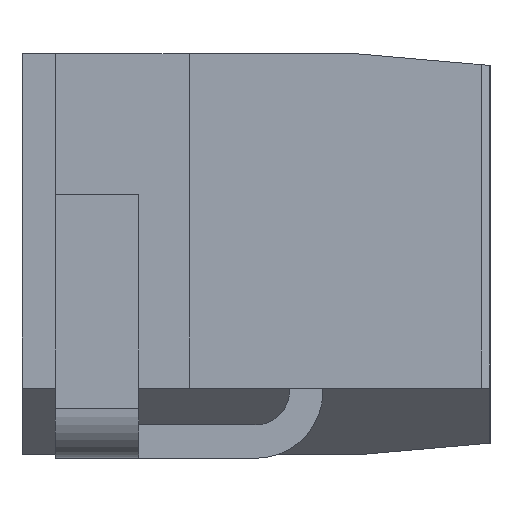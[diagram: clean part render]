
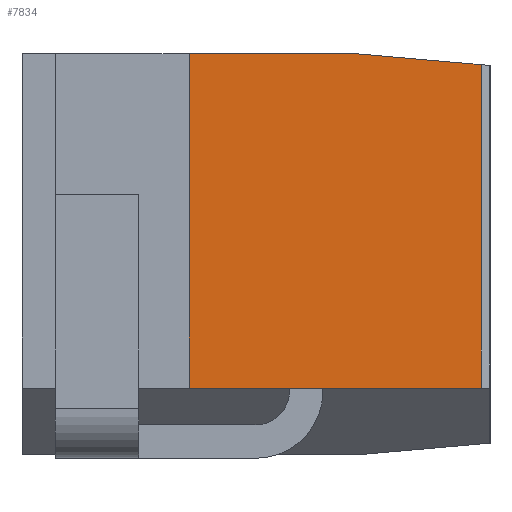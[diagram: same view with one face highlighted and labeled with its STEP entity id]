
A CAD part, left-side view. The second image highlights one B-rep face of the part: STEP entity #7834.
In plain terms, the highlighted planar face has unit normal (-1, 0, 0).
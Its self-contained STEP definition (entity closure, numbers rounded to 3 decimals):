
#5 = VERTEX_POINT ( 'NONE', #3858 ) ;
#1059 = DIRECTION ( 'NONE',  ( 0., 0., 1. ) ) ;
#1105 = CARTESIAN_POINT ( 'NONE',  ( -1.55, -0.673, -9.4 ) ) ;
#1171 = PLANE ( 'NONE',  #7371 ) ;
#2038 = VECTOR ( 'NONE', #6951, 1000. ) ;
#2089 = VECTOR ( 'NONE', #12152, 1000. ) ;
#2390 = EDGE_CURVE ( 'NONE', #11441, #4868, #7482, .T. ) ;
#2419 = DIRECTION ( 'NONE',  ( 0., 0., -1. ) ) ;
#2829 = CARTESIAN_POINT ( 'NONE',  ( -1.55, 0.2, -0.4 ) ) ;
#2837 = LINE ( 'NONE', #4987, #2038 ) ;
#3412 = CARTESIAN_POINT ( 'NONE',  ( -1.55, -0.673, 0.567 ) ) ;
#3857 = CARTESIAN_POINT ( 'NONE',  ( -1.55, -0.673, -0.4 ) ) ;
#3858 = CARTESIAN_POINT ( 'NONE',  ( -1.55, 0.2, 0.6 ) ) ;
#4157 = VECTOR ( 'NONE', #8639, 1000. ) ;
#4414 = VECTOR ( 'NONE', #8597, 1000. ) ;
#4457 = FACE_OUTER_BOUND ( 'NONE', #11263, .T. ) ;
#4511 = CARTESIAN_POINT ( 'NONE',  ( -1.55, -0.7, -0.4 ) ) ;
#4525 = ORIENTED_EDGE ( 'NONE', *, *, #10369, .T. ) ;
#4868 = VERTEX_POINT ( 'NONE', #3412 ) ;
#4987 = CARTESIAN_POINT ( 'NONE',  ( -1.55, -0.673, 0.6 ) ) ;
#5460 = ORIENTED_EDGE ( 'NONE', *, *, #10975, .F. ) ;
#5725 = ORIENTED_EDGE ( 'NONE', *, *, #7312, .T. ) ;
#5905 = EDGE_CURVE ( 'NONE', #8261, #5, #9391, .T. ) ;
#6098 = VERTEX_POINT ( 'NONE', #8773 ) ;
#6742 = DIRECTION ( 'NONE',  ( 1., 0., 0. ) ) ;
#6951 = DIRECTION ( 'NONE',  ( 0., 1., 0. ) ) ;
#7312 = EDGE_CURVE ( 'NONE', #4868, #6098, #13421, .T. ) ;
#7371 = AXIS2_PLACEMENT_3D ( 'NONE', #1105, #6742, #2419 ) ;
#7482 = LINE ( 'NONE', #11900, #13479 ) ;
#7584 = CARTESIAN_POINT ( 'NONE',  ( -1.55, -0.3, 0.6 ) ) ;
#7834 = ADVANCED_FACE ( 'NONE', ( #4457 ), #1171, .F. ) ;
#8261 = VERTEX_POINT ( 'NONE', #2829 ) ;
#8597 = DIRECTION ( 'NONE',  ( 0., 0., 1. ) ) ;
#8639 = DIRECTION ( 'NONE',  ( 0., 0.996, 0.087 ) ) ;
#8773 = CARTESIAN_POINT ( 'NONE',  ( -1.55, -0.3, 0.6 ) ) ;
#8845 = ORIENTED_EDGE ( 'NONE', *, *, #5905, .F. ) ;
#9391 = LINE ( 'NONE', #12828, #4414 ) ;
#10166 = ORIENTED_EDGE ( 'NONE', *, *, #2390, .T. ) ;
#10369 = EDGE_CURVE ( 'NONE', #6098, #5, #2837, .T. ) ;
#10939 = LINE ( 'NONE', #4511, #2089 ) ;
#10975 = EDGE_CURVE ( 'NONE', #11441, #8261, #10939, .T. ) ;
#11263 = EDGE_LOOP ( 'NONE', ( #5725, #4525, #8845, #5460, #10166 ) ) ;
#11441 = VERTEX_POINT ( 'NONE', #3857 ) ;
#11900 = CARTESIAN_POINT ( 'NONE',  ( -1.55, -0.673, -9.4 ) ) ;
#12152 = DIRECTION ( 'NONE',  ( 0., 1., 0. ) ) ;
#12828 = CARTESIAN_POINT ( 'NONE',  ( -1.55, 0.2, -9.4 ) ) ;
#13421 = LINE ( 'NONE', #7584, #4157 ) ;
#13479 = VECTOR ( 'NONE', #1059, 1000. ) ;
